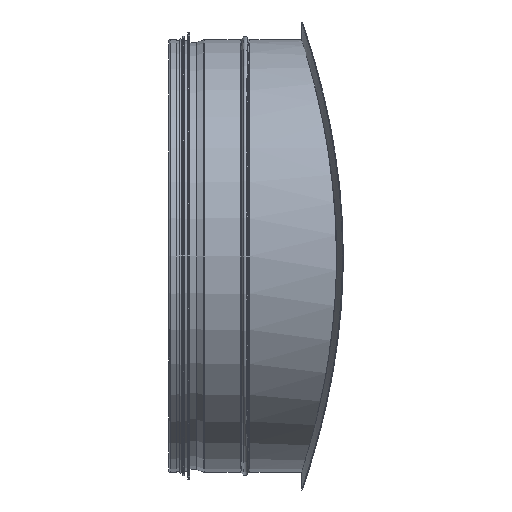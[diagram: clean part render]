
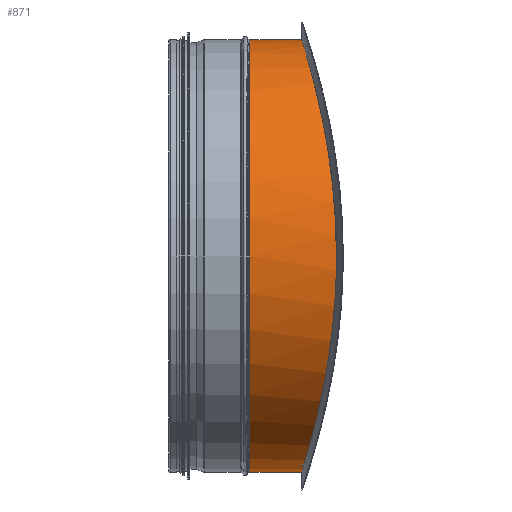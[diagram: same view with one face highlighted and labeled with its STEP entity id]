
A CAD part, left-side view. The second image highlights one B-rep face of the part: STEP entity #871.
In plain terms, the highlighted cylindrical face has radius 156.925 mm (diameter 313.85 mm), a full revolution.
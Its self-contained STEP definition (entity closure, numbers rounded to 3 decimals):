
#645=CARTESIAN_POINT('',(156.925,97.,0.0));
#646=VERTEX_POINT('',#645);
#655=CARTESIAN_POINT('',(-156.925,97.,0.0));
#656=VERTEX_POINT('',#655);
#657=CARTESIAN_POINT('',(-156.925,97.,0.));
#658=CARTESIAN_POINT('',(-156.925,97.,-9.923));
#659=CARTESIAN_POINT('',(-155.969,97.303,-20.164));
#660=CARTESIAN_POINT('',(-151.964,98.541,-40.494));
#661=CARTESIAN_POINT('',(-148.917,99.474,-50.582));
#662=CARTESIAN_POINT('',(-140.888,101.821,-69.895));
#663=CARTESIAN_POINT('',(-135.9,103.235,-79.136));
#664=CARTESIAN_POINT('',(-124.402,106.28,-96.206));
#665=CARTESIAN_POINT('',(-117.89,107.907,-104.035));
#666=CARTESIAN_POINT('',(-104.033,111.066,-117.893));
#667=CARTESIAN_POINT('',(-96.202,112.71,-124.404));
#668=CARTESIAN_POINT('',(-79.133,115.814,-135.902));
#669=CARTESIAN_POINT('',(-69.894,117.271,-140.889));
#670=CARTESIAN_POINT('',(-50.585,119.706,-148.916));
#671=CARTESIAN_POINT('',(-40.498,120.682,-151.963));
#672=CARTESIAN_POINT('',(-20.169,121.981,-155.968));
#673=CARTESIAN_POINT('',(-9.927,122.301,-156.925));
#674=CARTESIAN_POINT('',(0.,122.301,-156.925));
#675=CARTESIAN_POINT('',(9.927,122.301,-156.925));
#676=CARTESIAN_POINT('',(20.169,121.981,-155.968));
#677=CARTESIAN_POINT('',(40.498,120.682,-151.963));
#678=CARTESIAN_POINT('',(50.585,119.706,-148.916));
#679=CARTESIAN_POINT('',(69.894,117.271,-140.889));
#680=CARTESIAN_POINT('',(79.133,115.814,-135.902));
#681=CARTESIAN_POINT('',(96.202,112.71,-124.404));
#682=CARTESIAN_POINT('',(104.033,111.066,-117.893));
#683=CARTESIAN_POINT('',(117.89,107.907,-104.035));
#684=CARTESIAN_POINT('',(124.402,106.28,-96.206));
#685=CARTESIAN_POINT('',(135.9,103.235,-79.136));
#686=CARTESIAN_POINT('',(140.888,101.821,-69.895));
#687=CARTESIAN_POINT('',(148.917,99.474,-50.582));
#688=CARTESIAN_POINT('',(151.964,98.541,-40.494));
#689=CARTESIAN_POINT('',(155.969,97.303,-20.164));
#690=CARTESIAN_POINT('',(156.925,97.,-9.923));
#691=CARTESIAN_POINT('',(156.925,97.,0.));
#692=B_SPLINE_CURVE_WITH_KNOTS('',3,(#657,#658,#659,#660,#661,#662,#663,#664,#665,#666,#667,#668,#669,#670,#671,#672,#673,#674,#675,#676,#677,#678,#679,#680,#681,#682,#683,#684,#685,#686,#687,#688,#689,#690,#691),.UNSPECIFIED.,.F.,.U.,(4,2,2,2,2,2,2,2,3,2,2,2,2,2,2,2,4),(71.46,74.437,77.414,80.391,83.368,86.346,89.324,92.302,95.28,98.258,101.236,104.214,107.192,110.169,113.146,116.123,119.1),.UNSPECIFIED.);
#693=EDGE_CURVE('',#656,#646,#692,.T.);
#695=CARTESIAN_POINT('',(156.925,97.,0.003));
#696=VERTEX_POINT('',#695);
#697=CARTESIAN_POINT('',(156.925,97.,0.003));
#698=CARTESIAN_POINT('',(156.925,97.,9.925));
#699=CARTESIAN_POINT('',(155.968,97.303,20.165));
#700=CARTESIAN_POINT('',(151.964,98.541,40.494));
#701=CARTESIAN_POINT('',(148.917,99.474,50.582));
#702=CARTESIAN_POINT('',(140.888,101.821,69.895));
#703=CARTESIAN_POINT('',(135.9,103.235,79.136));
#704=CARTESIAN_POINT('',(124.402,106.28,96.206));
#705=CARTESIAN_POINT('',(117.89,107.907,104.035));
#706=CARTESIAN_POINT('',(104.033,111.066,117.893));
#707=CARTESIAN_POINT('',(96.202,112.71,124.404));
#708=CARTESIAN_POINT('',(79.133,115.814,135.902));
#709=CARTESIAN_POINT('',(69.894,117.271,140.889));
#710=CARTESIAN_POINT('',(50.585,119.706,148.916));
#711=CARTESIAN_POINT('',(40.498,120.682,151.963));
#712=CARTESIAN_POINT('',(20.169,121.981,155.968));
#713=CARTESIAN_POINT('',(9.927,122.301,156.925));
#714=CARTESIAN_POINT('',(-9.927,122.301,156.925));
#715=CARTESIAN_POINT('',(-20.169,121.981,155.968));
#716=CARTESIAN_POINT('',(-40.498,120.682,151.963));
#717=CARTESIAN_POINT('',(-50.585,119.706,148.916));
#718=CARTESIAN_POINT('',(-69.894,117.271,140.889));
#719=CARTESIAN_POINT('',(-79.133,115.814,135.902));
#720=CARTESIAN_POINT('',(-96.202,112.71,124.404));
#721=CARTESIAN_POINT('',(-104.033,111.066,117.893));
#722=CARTESIAN_POINT('',(-117.89,107.907,104.035));
#723=CARTESIAN_POINT('',(-124.402,106.28,96.206));
#724=CARTESIAN_POINT('',(-135.9,103.235,79.136));
#725=CARTESIAN_POINT('',(-140.888,101.821,69.895));
#726=CARTESIAN_POINT('',(-148.917,99.474,50.582));
#727=CARTESIAN_POINT('',(-151.964,98.541,40.494));
#728=CARTESIAN_POINT('',(-155.969,97.303,20.164));
#729=CARTESIAN_POINT('',(-156.925,97.,9.923));
#730=CARTESIAN_POINT('',(-156.925,97.,0.));
#731=B_SPLINE_CURVE_WITH_KNOTS('',3,(#697,#698,#699,#700,#701,#702,#703,#704,#705,#706,#707,#708,#709,#710,#711,#712,#713,#714,#715,#716,#717,#718,#719,#720,#721,#722,#723,#724,#725,#726,#727,#728,#729,#730),.UNSPECIFIED.,.F.,.U.,(4,2,2,2,2,2,2,2,2,2,2,2,2,2,2,2,4),(23.82,26.797,29.774,32.751,35.728,38.706,41.684,44.662,47.64,50.618,53.596,56.574,59.552,62.529,65.506,68.483,71.46),.UNSPECIFIED.);
#732=EDGE_CURVE('',#696,#656,#731,.T.);
#821=CARTESIAN_POINT('',(156.925,59.0,0.003));
#822=VERTEX_POINT('',#821);
#823=CARTESIAN_POINT('',(156.925,59.0,0.003));
#824=DIRECTION('',(0.0,1.0,0.0));
#825=VECTOR('',#824,38.);
#826=LINE('',#823,#825);
#827=EDGE_CURVE('',#822,#696,#826,.T.);
#846=CARTESIAN_POINT('',(0.,293.85,0.0));
#847=DIRECTION('',(0.,1.0,0.0));
#848=DIRECTION('',(1.0,0.0,0.0));
#849=AXIS2_PLACEMENT_3D('',#846,#847,#848);
#850=CYLINDRICAL_SURFACE('',#849,156.925);
#851=ORIENTED_EDGE('',*,*,#732,.T.);
#852=ORIENTED_EDGE('',*,*,#693,.T.);
#853=CARTESIAN_POINT('',(156.925,59.0,0.0));
#854=VERTEX_POINT('',#853);
#855=CARTESIAN_POINT('',(156.925,59.0,0.0));
#856=DIRECTION('',(0.0,1.0,0.0));
#857=VECTOR('',#856,38.);
#858=LINE('',#855,#857);
#859=EDGE_CURVE('',#854,#646,#858,.T.);
#860=ORIENTED_EDGE('',*,*,#859,.F.);
#861=CARTESIAN_POINT('',(0.,59.,0.0));
#862=DIRECTION('',(0.0,1.0,0.0));
#863=DIRECTION('',(1.0,0.0,0.0));
#864=AXIS2_PLACEMENT_3D('',#861,#862,#863);
#865=CIRCLE('',#864,156.925);
#866=EDGE_CURVE('',#854,#822,#865,.T.);
#867=ORIENTED_EDGE('',*,*,#866,.T.);
#868=ORIENTED_EDGE('',*,*,#827,.T.);
#869=EDGE_LOOP('',(#851,#852,#860,#867,#868));
#870=FACE_OUTER_BOUND('',#869,.T.);
#871=ADVANCED_FACE('',(#870),#850,.T.);
